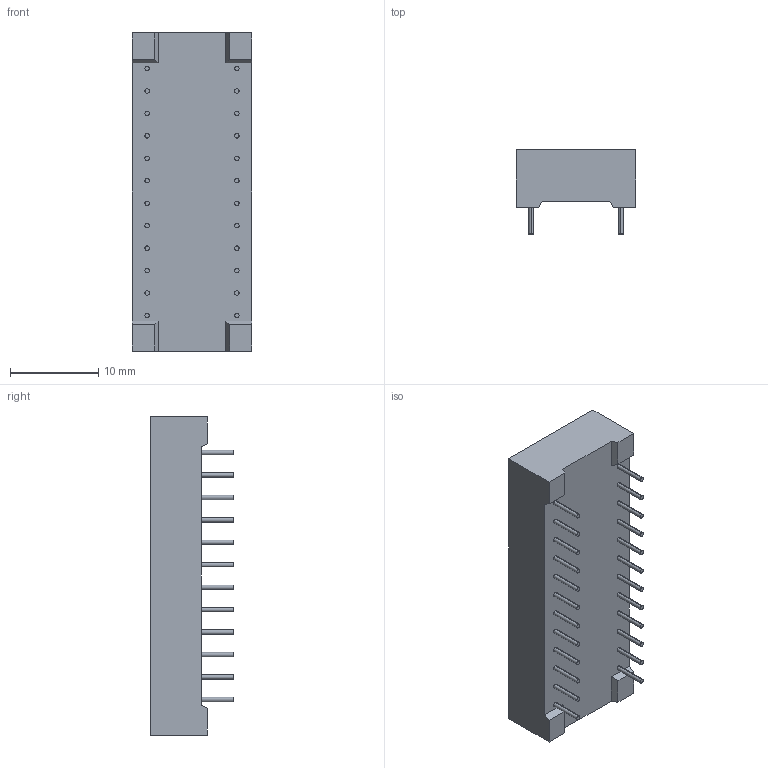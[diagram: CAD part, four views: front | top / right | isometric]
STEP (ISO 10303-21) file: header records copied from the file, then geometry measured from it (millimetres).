
FILE_DESCRIPTION (( 'STEP AP214' ), '1' );
FILE_NAME ('Lite-On LTC-3743KD-J.STEP', '2025-09-15T08:20:18', ( '' ), ( '' ), 'SwSTEP 2.0', 'SolidWorks 2023', '' );
FILE_SCHEMA (( 'AUTOMOTIVE_DESIGN' ));
Length unit declared in the file: millimetre
Products named in the file (1): Lite-On LTC-3743KD-J
Bounding box: 13.5 x 9.5 x 36 mm (x, y, z)
Volume: 2853.6 mm3; surface area: 1734.2 mm2
Topology: 1 solids, 1 shells, 313 faces, 750 edges, 500 vertices
Faces by surface type: plane 247, cylinder 66
Entity records: 11503 total; most frequent: CARTESIAN_POINT 1564, DIRECTION 1510, ORIENTED_EDGE 1500, EDGE_CURVE 750, LINE 618, VECTOR 618, VERTEX_POINT 500, AXIS2_PLACEMENT_3D 446
